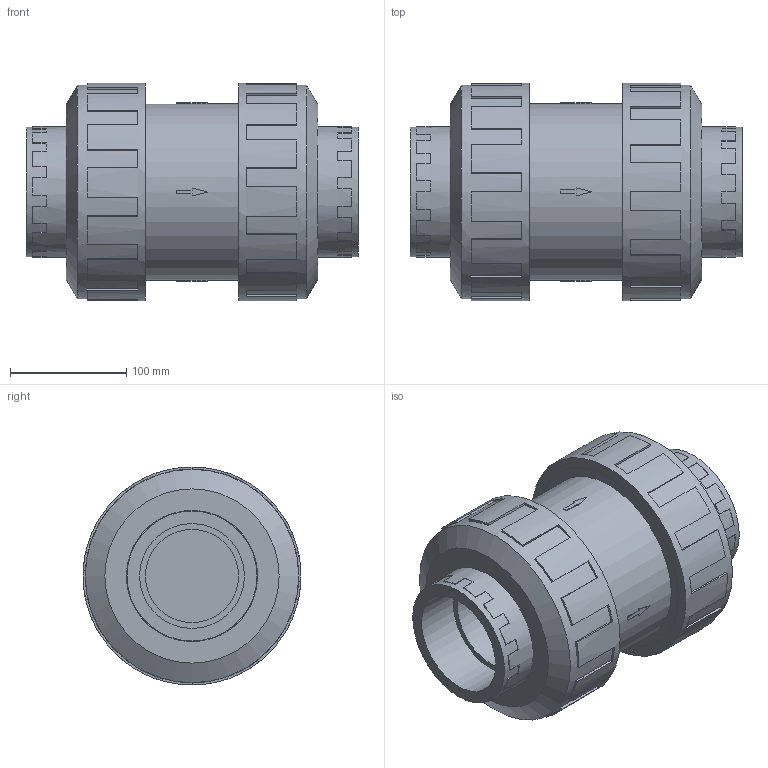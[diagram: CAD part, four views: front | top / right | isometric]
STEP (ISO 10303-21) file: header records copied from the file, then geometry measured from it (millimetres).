
FILE_DESCRIPTION((''),'2;1');
FILE_NAME('PV31001A090.stp','2022-02-18T07:28:19',('RL'),(''),'Autodesk Inventor 2012','Autodesk Inventor 2012','');
FILE_SCHEMA(('AUTOMOTIVE_DESIGN { 1 0 10303 214 1 1 1 1 }'));
Length unit declared in the file: millimetre
Products named in the file (1): PV31001A090
Bounding box: 285 x 187 x 187 mm (x, y, z)
Volume: 4965332.7 mm3; surface area: 409245.2 mm2
Topology: 1 solids, 1 shells, 301 faces, 824 edges, 546 vertices
Faces by surface type: plane 276, cylinder 23, cone 2
Full cylindrical faces by diameter (mm): 80 x2, 90 x2, 111.5 x2, 112.48 x2, 112.5 x2, 151.45 x2, 151.47 x3, 168.28 x2, 168.3 x2, 183.26 x2, 187 x2
Entity records: 9487 total; most frequent: DIRECTION 1684, CARTESIAN_POINT 1642, ORIENTED_EDGE 1592, EDGE_CURVE 796, AXIS2_PLACEMENT_3D 586, VERTEX_POINT 544, VECTOR 512, LINE 512
